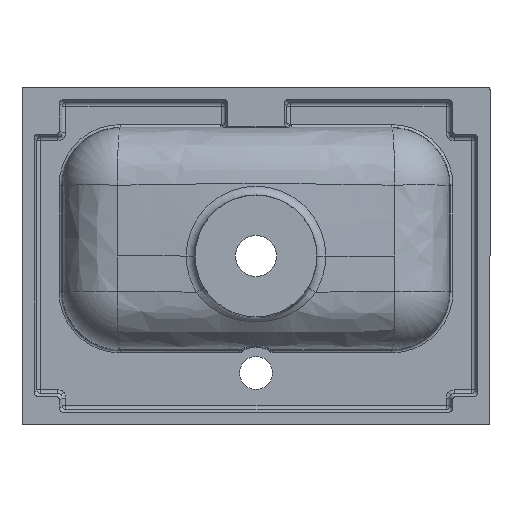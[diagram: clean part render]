
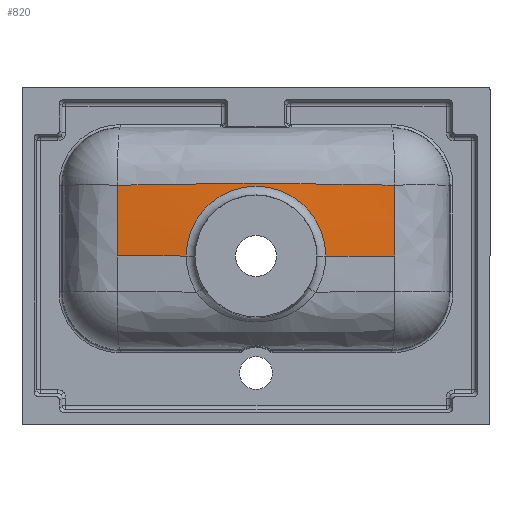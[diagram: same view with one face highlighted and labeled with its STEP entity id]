
A CAD part, front view. The second image highlights one B-rep face of the part: STEP entity #820.
In plain terms, the highlighted conical face has half-angle 86 degrees and reference radius 387.318 mm.
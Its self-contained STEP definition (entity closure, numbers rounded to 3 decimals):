
#391 = ORIENTED_EDGE ( 'NONE', *, *, #9817, .F. ) ;
#539 = CARTESIAN_POINT ( 'NONE',  ( -147.618, -98.969, 75.714 ) ) ;
#633 = CARTESIAN_POINT ( 'NONE',  ( 49.197, -104.177, 77.233 ) ) ;
#808 = CARTESIAN_POINT ( 'NONE',  ( 135.32, -99.731, 75.822 ) ) ;
#820 = ADVANCED_FACE ( 'NONE', ( #12558 ), #8157, .T. ) ;
#1341 = CARTESIAN_POINT ( 'NONE',  ( 387.318, -83.486, 0. ) ) ;
#1545 = VERTEX_POINT ( 'NONE', #14748 ) ;
#1855 = CARTESIAN_POINT ( 'NONE',  ( -387.318, -83.486, 0. ) ) ;
#2058 = CARTESIAN_POINT ( 'NONE',  ( -86.178, -102.537, 76.491 ) ) ;
#2568 = LINE ( 'NONE', #1341, #10681 ) ;
#3041 = VECTOR ( 'NONE', #3273, 1000. ) ;
#3273 = DIRECTION ( 'NONE',  ( -0.998, 0.07, 0. ) ) ;
#3483 = CARTESIAN_POINT ( 'NONE',  ( 67.66, -103.417, 76.849 ) ) ;
#3537 = EDGE_CURVE ( 'NONE', #13635, #14116, #18060, .T. ) ;
#3566 = CARTESIAN_POINT ( 'NONE',  ( -147.741, -99.364, 63.096 ) ) ;
#3670 = CARTESIAN_POINT ( 'NONE',  ( -30.85, -104.744, 77.596 ) ) ;
#3760 = CARTESIAN_POINT ( 'NONE',  ( -12.391, -105.074, 77.846 ) ) ;
#4118 = CARTESIAN_POINT ( 'NONE',  ( -74.486, -105.362, 0. ) ) ;
#4199 = CARTESIAN_POINT ( 'NONE',  ( 147.618, -98.969, 75.714 ) ) ;
#4228 = CIRCLE ( 'NONE', #8178, 74.486 ) ;
#4396 = CARTESIAN_POINT ( 'NONE',  ( 148.013, -100.106, 25.241 ) ) ;
#4823 = CARTESIAN_POINT ( 'NONE',  ( -148.013, -100.106, 25.241 ) ) ;
#4919 = CARTESIAN_POINT ( 'NONE',  ( -148.059, -100.217, 0. ) ) ;
#5015 = CARTESIAN_POINT ( 'NONE',  ( -123.044, -100.471, 75.954 ) ) ;
#5099 = CARTESIAN_POINT ( 'NONE',  ( -98.467, -101.874, 76.287 ) ) ;
#5346 = CARTESIAN_POINT ( 'NONE',  ( 74.486, -105.362, 0. ) ) ;
#5370 = CARTESIAN_POINT ( 'NONE',  ( -147.618, -98.969, 75.714 ) ) ;
#5915 = CARTESIAN_POINT ( 'NONE',  ( 148.059, -100.217, 12.621 ) ) ;
#6031 = AXIS2_PLACEMENT_3D ( 'NONE', #9576, #18493, #15245 ) ;
#6335 = EDGE_CURVE ( 'NONE', #16785, #13635, #12757, .T. ) ;
#6448 = CARTESIAN_POINT ( 'NONE',  ( 24.565, -104.887, 77.702 ) ) ;
#6620 = CARTESIAN_POINT ( 'NONE',  ( -61.594, -103.686, 76.974 ) ) ;
#6709 = VERTEX_POINT ( 'NONE', #5346 ) ;
#7072 = VERTEX_POINT ( 'NONE', #4118 ) ;
#7792 = CARTESIAN_POINT ( 'NONE',  ( 12.241, -105.076, 77.848 ) ) ;
#7876 = CARTESIAN_POINT ( 'NONE',  ( -147.853, -99.679, 50.478 ) ) ;
#7883 = CARTESIAN_POINT ( 'NONE',  ( 61.506, -103.689, 76.976 ) ) ;
#8157 = CONICAL_SURFACE ( 'NONE', #6031, 387.318, 1.501 ) ;
#8178 = AXIS2_PLACEMENT_3D ( 'NONE', #13084, #10288, #10198 ) ;
#8311 = EDGE_CURVE ( 'NONE', #6709, #1545, #2568, .T. ) ;
#8392 = DIRECTION ( 'NONE',  ( 0.998, 0.07, 0. ) ) ;
#8604 = CARTESIAN_POINT ( 'NONE',  ( 147.741, -99.364, 63.096 ) ) ;
#8860 = CARTESIAN_POINT ( 'NONE',  ( 147.618, -98.969, 75.714 ) ) ;
#9315 = CARTESIAN_POINT ( 'NONE',  ( 6.081, -105.124, 77.888 ) ) ;
#9576 = CARTESIAN_POINT ( 'NONE',  ( 0., -83.486, 0. ) ) ;
#9817 = EDGE_CURVE ( 'NONE', #7072, #14116, #13436, .T. ) ;
#10198 = DIRECTION ( 'NONE',  ( -1., 0., 0. ) ) ;
#10223 = CARTESIAN_POINT ( 'NONE',  ( 147.853, -99.679, 50.478 ) ) ;
#10288 = DIRECTION ( 'NONE',  ( 0., 1., 0. ) ) ;
#10578 = ORIENTED_EDGE ( 'NONE', *, *, #6335, .T. ) ;
#10681 = VECTOR ( 'NONE', #8392, 1000. ) ;
#11825 = ORIENTED_EDGE ( 'NONE', *, *, #8311, .T. ) ;
#12198 = CARTESIAN_POINT ( 'NONE',  ( -49.298, -104.173, 77.231 ) ) ;
#12362 = EDGE_LOOP ( 'NONE', ( #17238, #11825, #17750, #10578, #13815, #391 ) ) ;
#12474 = CARTESIAN_POINT ( 'NONE',  ( 43.041, -104.392, 77.363 ) ) ;
#12558 = FACE_OUTER_BOUND ( 'NONE', #12362, .T. ) ;
#12757 = B_SPLINE_CURVE_WITH_KNOTS ( 'NONE', 3,
 ( #8860, #808, #13740, #16613, #15352, #3483, #7883, #633, #12474, #18415, #6448, #7792, #9315, #16700, #3760, #18223, #3670, #15166, #12198, #6620, #18137, #2058, #5099, #5015, #16794, #539 ),
 .UNSPECIFIED., .F., .F.,
 ( 4, 2, 2, 2, 2, 2, 2, 2, 2, 2, 2, 2, 4 ),
 ( 0.001, 0.038, 0.075, 0.094, 0.112, 0.131, 0.149, 0.168, 0.186, 0.205, 0.223, 0.26, 0.297 ),
 .UNSPECIFIED. ) ;
#13084 = CARTESIAN_POINT ( 'NONE',  ( 0., -105.362, 0. ) ) ;
#13436 = LINE ( 'NONE', #1855, #3041 ) ;
#13635 = VERTEX_POINT ( 'NONE', #5370 ) ;
#13740 = CARTESIAN_POINT ( 'NONE',  ( 123.02, -100.472, 75.954 ) ) ;
#13815 = ORIENTED_EDGE ( 'NONE', *, *, #3537, .T. ) ;
#13913 = CARTESIAN_POINT ( 'NONE',  ( -148.059, -100.217, 12.621 ) ) ;
#14116 = VERTEX_POINT ( 'NONE', #17639 ) ;
#14245 = B_SPLINE_CURVE_WITH_KNOTS ( 'NONE', 3,
 ( #15993, #5915, #4396, #10223, #8604, #4199 ),
 .UNSPECIFIED., .F., .F.,
 ( 4, 2, 4 ),
 ( 0.039, 0.077, 0.115 ),
 .UNSPECIFIED. ) ;
#14718 = CARTESIAN_POINT ( 'NONE',  ( 147.618, -98.969, 75.714 ) ) ;
#14748 = CARTESIAN_POINT ( 'NONE',  ( 148.059, -100.217, 0. ) ) ;
#15166 = CARTESIAN_POINT ( 'NONE',  ( -43.15, -104.388, 77.361 ) ) ;
#15245 = DIRECTION ( 'NONE',  ( -1., 0., 0. ) ) ;
#15352 = CARTESIAN_POINT ( 'NONE',  ( 86.117, -102.54, 76.492 ) ) ;
#15993 = CARTESIAN_POINT ( 'NONE',  ( 148.059, -100.217, 0. ) ) ;
#16613 = CARTESIAN_POINT ( 'NONE',  ( 98.419, -101.877, 76.288 ) ) ;
#16700 = CARTESIAN_POINT ( 'NONE',  ( -6.235, -105.123, 77.887 ) ) ;
#16746 = EDGE_CURVE ( 'NONE', #7072, #6709, #4228, .T. ) ;
#16785 = VERTEX_POINT ( 'NONE', #14718 ) ;
#16794 = CARTESIAN_POINT ( 'NONE',  ( -135.331, -99.73, 75.822 ) ) ;
#16877 = CARTESIAN_POINT ( 'NONE',  ( -147.618, -98.969, 75.714 ) ) ;
#17238 = ORIENTED_EDGE ( 'NONE', *, *, #16746, .T. ) ;
#17639 = CARTESIAN_POINT ( 'NONE',  ( -148.059, -100.217, 0. ) ) ;
#17750 = ORIENTED_EDGE ( 'NONE', *, *, #18005, .T. ) ;
#18005 = EDGE_CURVE ( 'NONE', #1545, #16785, #14245, .T. ) ;
#18060 = B_SPLINE_CURVE_WITH_KNOTS ( 'NONE', 3,
 ( #16877, #3566, #7876, #4823, #13913, #4919 ),
 .UNSPECIFIED., .F., .F.,
 ( 4, 2, 4 ),
 ( 0.001, 0.039, 0.077 ),
 .UNSPECIFIED. ) ;
#18137 = CARTESIAN_POINT ( 'NONE',  ( -67.74, -103.414, 76.848 ) ) ;
#18223 = CARTESIAN_POINT ( 'NONE',  ( -24.698, -104.884, 77.7 ) ) ;
#18415 = CARTESIAN_POINT ( 'NONE',  ( 30.725, -104.747, 77.598 ) ) ;
#18493 = DIRECTION ( 'NONE',  ( 0., 1., 0. ) ) ;
